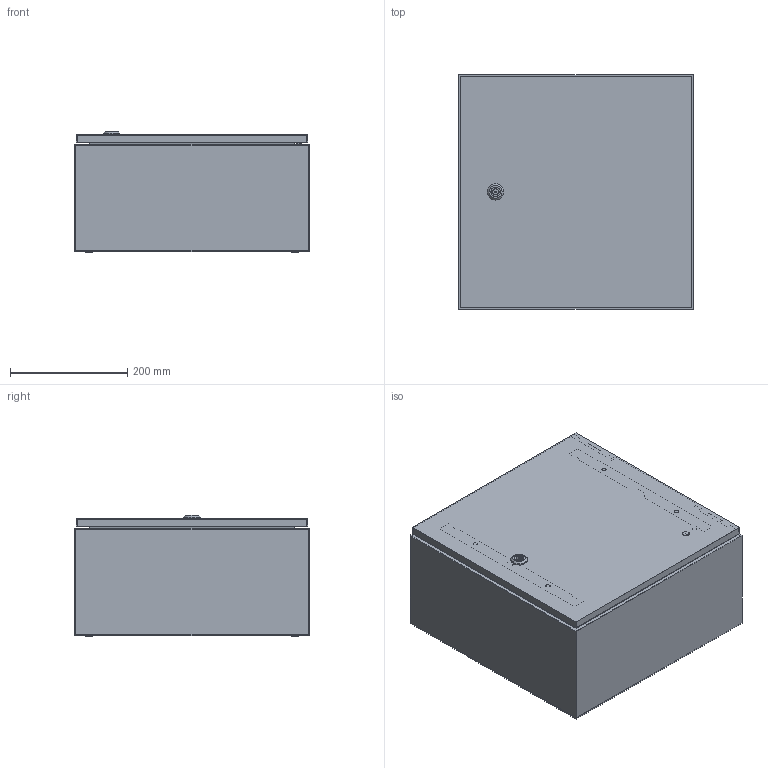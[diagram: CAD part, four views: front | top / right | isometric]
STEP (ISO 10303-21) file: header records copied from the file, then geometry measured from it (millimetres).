
FILE_DESCRIPTION (( 'STEP AP214' ), '1' );
FILE_NAME ('3351-4040-20-10.step', '2024-01-10T07:32:39', ( '' ), ( '' ), 'SwSTEP 2.0', 'SolidWorks 2019', '' );
FILE_SCHEMA (( 'AUTOMOTIVE_DESIGN' ));
Length unit declared in the file: millimetre
Products named in the file (5): Montageplattenbeipack_wgES_4040; Korpus_wgES_4040-20; Montageplatte_wg_0331-4040-00-13; Tuer_wgES_3351-4040-00-90; 3351-4040-20-10
Assembly tree (4 placements, depth 2):
  3351-4040-20-10
    Korpus_wgES_4040-20
    Tuer_wgES_3351-4040-00-90
    Montageplatte_wg_0331-4040-00-13
    Montageplattenbeipack_wgES_4040
Bounding box: 400 x 400 x 207 mm (x, y, z)
Volume: 1356034.3 mm3; surface area: 1708726.3 mm2
Topology: 25 solids, 29 shells, 1107 faces, 2809 edges, 1820 vertices
Faces by surface type: plane 645, cylinder 368, cone 66, sphere 16, torus 12
Entity records: 35210 total; most frequent: CARTESIAN_POINT 6567, DIRECTION 5763, ORIENTED_EDGE 5602, EDGE_CURVE 2801, AXIS2_PLACEMENT_3D 2008, VERTEX_POINT 1820, VECTOR 1747, LINE 1747
